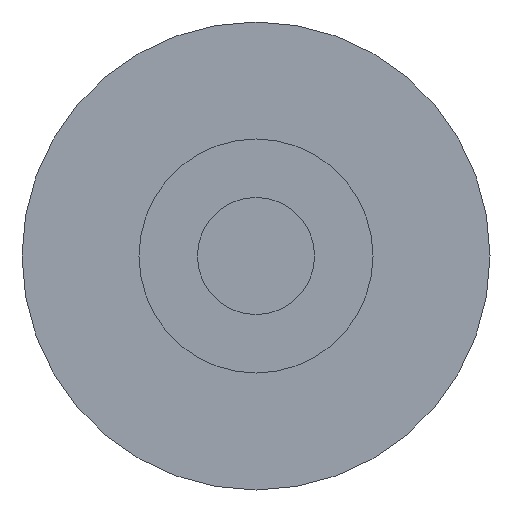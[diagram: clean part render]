
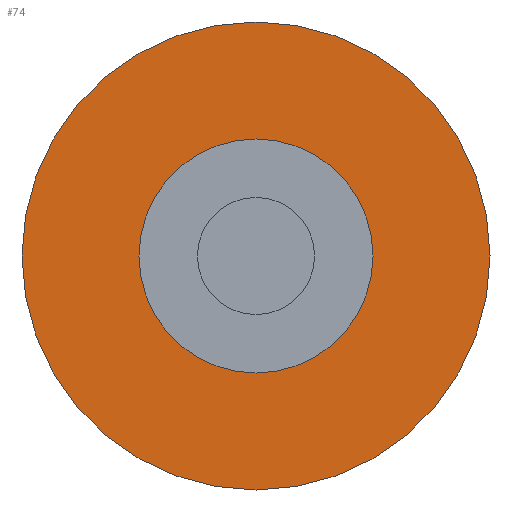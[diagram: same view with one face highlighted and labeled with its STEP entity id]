
A CAD part, front view. The second image highlights one B-rep face of the part: STEP entity #74.
In plain terms, the highlighted planar face has unit normal (0, -1, 0).
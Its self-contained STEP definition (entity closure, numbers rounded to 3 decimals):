
#4 = VERTEX_POINT ( 'NONE', #59 ) ;
#10 = DIRECTION ( 'NONE',  ( 0., 0., 1. ) ) ;
#16 = DIRECTION ( 'NONE',  ( 0., 1., 0. ) ) ;
#17 = CARTESIAN_POINT ( 'NONE',  ( 0., -4., 0. ) ) ;
#18 = EDGE_CURVE ( 'NONE', #320, #4, #170, .T. ) ;
#19 = ORIENTED_EDGE ( 'NONE', *, *, #173, .T. ) ;
#25 = CIRCLE ( 'NONE', #60, 5. ) ;
#33 = FACE_BOUND ( 'NONE', #77, .T. ) ;
#34 = CARTESIAN_POINT ( 'NONE',  ( 0., -4., 0. ) ) ;
#54 = CIRCLE ( 'NONE', #100, 10. ) ;
#59 = CARTESIAN_POINT ( 'NONE',  ( 0., -4., -5. ) ) ;
#60 = AXIS2_PLACEMENT_3D ( 'NONE', #34, #118, #324 ) ;
#61 = AXIS2_PLACEMENT_3D ( 'NONE', #230, #307, #153 ) ;
#62 = CARTESIAN_POINT ( 'NONE',  ( 10., -4., 0. ) ) ;
#74 = ADVANCED_FACE ( 'NONE', ( #103, #33 ), #300, .F. ) ;
#75 = DIRECTION ( 'NONE',  ( 0., 1., 0. ) ) ;
#77 = EDGE_LOOP ( 'NONE', ( #131, #19 ) ) ;
#86 = DIRECTION ( 'NONE',  ( 0., 0., 1. ) ) ;
#97 = DIRECTION ( 'NONE',  ( 0., 0., 1. ) ) ;
#100 = AXIS2_PLACEMENT_3D ( 'NONE', #17, #75, #97 ) ;
#103 = FACE_OUTER_BOUND ( 'NONE', #233, .T. ) ;
#105 = CIRCLE ( 'NONE', #61, 10. ) ;
#113 = DIRECTION ( 'NONE',  ( 0., 1., 0. ) ) ;
#118 = DIRECTION ( 'NONE',  ( 0., 1., 0. ) ) ;
#131 = ORIENTED_EDGE ( 'NONE', *, *, #18, .T. ) ;
#153 = DIRECTION ( 'NONE',  ( 0., 0., 1. ) ) ;
#167 = VERTEX_POINT ( 'NONE', #245 ) ;
#170 = CIRCLE ( 'NONE', #260, 5. ) ;
#171 = ORIENTED_EDGE ( 'NONE', *, *, #253, .F. ) ;
#173 = EDGE_CURVE ( 'NONE', #4, #320, #25, .T. ) ;
#207 = VERTEX_POINT ( 'NONE', #274 ) ;
#228 = CARTESIAN_POINT ( 'NONE',  ( 0., -4., 5. ) ) ;
#230 = CARTESIAN_POINT ( 'NONE',  ( 0., -4., 0. ) ) ;
#233 = EDGE_LOOP ( 'NONE', ( #171, #241 ) ) ;
#241 = ORIENTED_EDGE ( 'NONE', *, *, #322, .F. ) ;
#245 = CARTESIAN_POINT ( 'NONE',  ( 0., -4., -10. ) ) ;
#253 = EDGE_CURVE ( 'NONE', #207, #167, #105, .T. ) ;
#260 = AXIS2_PLACEMENT_3D ( 'NONE', #269, #113, #86 ) ;
#269 = CARTESIAN_POINT ( 'NONE',  ( 0., -4., 0. ) ) ;
#274 = CARTESIAN_POINT ( 'NONE',  ( 0., -4., 10. ) ) ;
#300 = PLANE ( 'NONE',  #311 ) ;
#307 = DIRECTION ( 'NONE',  ( 0., 1., 0. ) ) ;
#311 = AXIS2_PLACEMENT_3D ( 'NONE', #62, #16, #10 ) ;
#320 = VERTEX_POINT ( 'NONE', #228 ) ;
#322 = EDGE_CURVE ( 'NONE', #167, #207, #54, .T. ) ;
#324 = DIRECTION ( 'NONE',  ( 0., 0., 1. ) ) ;
